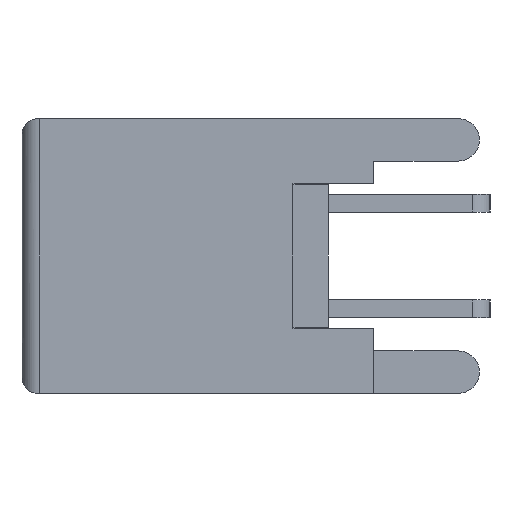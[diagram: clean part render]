
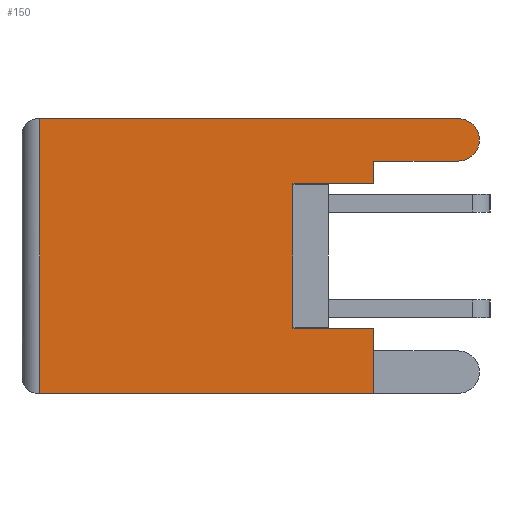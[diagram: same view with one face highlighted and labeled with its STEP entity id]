
A CAD part, front view. The second image highlights one B-rep face of the part: STEP entity #150.
In plain terms, the highlighted planar face has unit normal (0, -1, 0).
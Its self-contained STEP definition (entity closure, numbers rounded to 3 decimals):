
#150=ADVANCED_FACE('',(#468),#469,.T.);
#468=FACE_OUTER_BOUND('',#2103,.T.);
#469=PLANE('',#2104);
#2103=EDGE_LOOP('',(#3459,#3460,#3461,#3462,#3463,#3464,#3465,#3466,#3467,#3468));
#2104=AXIS2_PLACEMENT_3D('',#3469,#3470,#3471);
#3459=ORIENTED_EDGE('',*,*,#4311,.T.);
#3460=ORIENTED_EDGE('',*,*,#4743,.T.);
#3461=ORIENTED_EDGE('',*,*,#4744,.T.);
#3462=ORIENTED_EDGE('',*,*,#4655,.T.);
#3463=ORIENTED_EDGE('',*,*,#4745,.T.);
#3464=ORIENTED_EDGE('',*,*,#4746,.T.);
#3465=ORIENTED_EDGE('',*,*,#4747,.T.);
#3466=ORIENTED_EDGE('',*,*,#4748,.T.);
#3467=ORIENTED_EDGE('',*,*,#4327,.T.);
#3468=ORIENTED_EDGE('',*,*,#4325,.T.);
#3469=CARTESIAN_POINT('',(-4.279,0.0,-3.904));
#3470=DIRECTION('',(0.0,-1.0,0.0));
#3471=DIRECTION('',(0.0,0.0,-1.0));
#4311=EDGE_CURVE('',#5034,#5032,#5035,.T.);
#4325=EDGE_CURVE('',#5057,#5034,#5058,.T.);
#4327=EDGE_CURVE('',#5060,#5057,#5061,.T.);
#4655=EDGE_CURVE('',#5609,#5607,#5610,.T.);
#4743=EDGE_CURVE('',#5032,#5759,#5761,.T.);
#4744=EDGE_CURVE('',#5759,#5609,#5762,.T.);
#4745=EDGE_CURVE('',#5607,#5763,#5764,.T.);
#4746=EDGE_CURVE('',#5763,#5765,#5766,.T.);
#4747=EDGE_CURVE('',#5765,#5767,#5768,.T.);
#4748=EDGE_CURVE('',#5767,#5060,#5769,.T.);
#5032=VERTEX_POINT('',#6191);
#5034=VERTEX_POINT('',#6194);
#5035=LINE('',#6195,#6196);
#5057=VERTEX_POINT('',#6261);
#5058=LINE('',#6262,#6263);
#5060=VERTEX_POINT('',#6265);
#5061=LINE('',#6266,#6267);
#5607=VERTEX_POINT('',#7987);
#5609=VERTEX_POINT('',#7990);
#5610=LINE('',#7991,#7992);
#5759=VERTEX_POINT('',#8224);
#5761=LINE('',#8227,#8228);
#5762=LINE('',#8229,#8230);
#5763=VERTEX_POINT('',#8231);
#5764=LINE('',#8232,#8233);
#5765=VERTEX_POINT('',#8234);
#5766=LINE('',#8235,#8236);
#5767=VERTEX_POINT('',#8237);
#5768=LINE('',#8238,#8239);
#5769=CIRCLE('',#8240,0.601);
#6191=CARTESIAN_POINT('',(5.724,0.0,-3.904));
#6194=CARTESIAN_POINT('',(-3.779,0.0,-3.904));
#6195=CARTESIAN_POINT('',(-3.779,0.0,-3.904));
#6196=VECTOR('',#8799,9.502);
#6261=CARTESIAN_POINT('',(-3.779,0.0,3.904));
#6262=CARTESIAN_POINT('',(-3.779,0.0,3.904));
#6263=VECTOR('',#8813,7.807);
#6265=CARTESIAN_POINT('',(8.128,0.0,3.904));
#6266=CARTESIAN_POINT('',(8.128,0.0,3.904));
#6267=VECTOR('',#8817,11.907);
#7987=CARTESIAN_POINT('',(3.428,0.0,2.053));
#7990=CARTESIAN_POINT('',(3.428,0.0,-2.053));
#7991=CARTESIAN_POINT('',(3.428,0.0,-2.053));
#7992=VECTOR('',#9048,4.106);
#8224=CARTESIAN_POINT('',(5.724,0.0,-2.053));
#8227=CARTESIAN_POINT('',(5.724,0.0,-3.904));
#8228=VECTOR('',#9156,1.851);
#8229=CARTESIAN_POINT('',(5.724,0.0,-2.053));
#8230=VECTOR('',#9157,2.296);
#8231=CARTESIAN_POINT('',(5.724,0.0,2.053));
#8232=CARTESIAN_POINT('',(3.428,0.0,2.053));
#8233=VECTOR('',#9158,2.296);
#8234=CARTESIAN_POINT('',(5.724,0.0,2.701));
#8235=CARTESIAN_POINT('',(5.724,0.0,2.053));
#8236=VECTOR('',#9159,0.648);
#8237=CARTESIAN_POINT('',(8.128,0.0,2.701));
#8238=CARTESIAN_POINT('',(5.724,0.0,2.701));
#8239=VECTOR('',#9160,2.404);
#8240=AXIS2_PLACEMENT_3D('',#9161,#9162,#9163);
#8799=DIRECTION('',(1.,0.0,0.));
#8813=DIRECTION('',(0.0,0.0,-1.0));
#8817=DIRECTION('',(-1.,0.0,0.));
#9048=DIRECTION('',(0.0,0.0,1.0));
#9156=DIRECTION('',(0.0,0.0,1.0));
#9157=DIRECTION('',(-1.0,0.0,0.0));
#9158=DIRECTION('',(1.0,0.0,0.0));
#9159=DIRECTION('',(0.0,0.0,1.0));
#9160=DIRECTION('',(1.0,0.0,0.0));
#9161=CARTESIAN_POINT('',(8.128,0.0,3.303));
#9162=DIRECTION('',(0.0,-1.0,0.0));
#9163=DIRECTION('',(0.0,0.0,-1.0));
